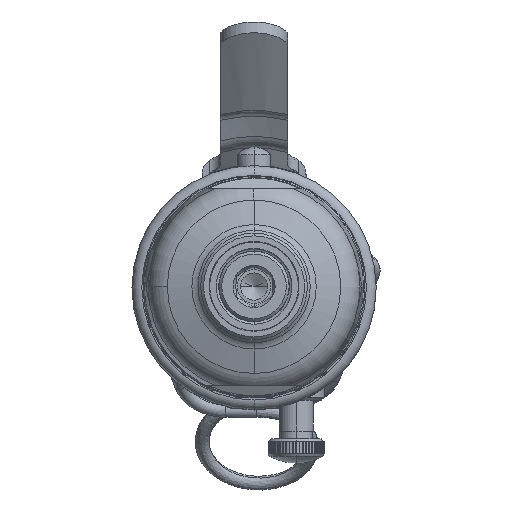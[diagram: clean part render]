
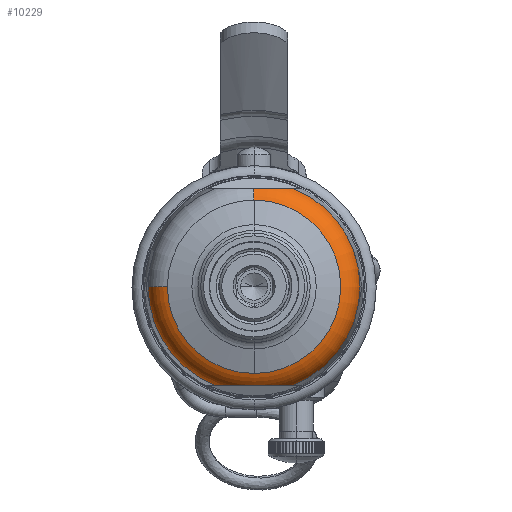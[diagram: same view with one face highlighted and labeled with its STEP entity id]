
A CAD part, top view. The second image highlights one B-rep face of the part: STEP entity #10229.
In plain terms, the highlighted toroidal (fillet/blend) face has major radius 13.898 mm and minor radius 5 mm.
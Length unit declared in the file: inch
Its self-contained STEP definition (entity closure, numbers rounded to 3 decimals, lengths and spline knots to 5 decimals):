
#6=CARTESIAN_POINT('',(0.27811,-0.68898,6.0024));
#7=CARTESIAN_POINT('',(0.27622,-0.68898,6.00929));
#8=CARTESIAN_POINT('',(0.27051,-0.68898,6.02304));
#9=CARTESIAN_POINT('',(0.25494,-0.68898,6.04382));
#10=CARTESIAN_POINT('',(0.2327,-0.68898,6.063));
#11=CARTESIAN_POINT('',(0.20418,-0.68898,6.07999));
#12=CARTESIAN_POINT('',(0.16969,-0.68898,6.09437));
#13=CARTESIAN_POINT('',(0.12925,-0.68898,6.10588));
#14=CARTESIAN_POINT('',(0.08286,-0.68898,6.11422));
#15=CARTESIAN_POINT('',(0.0296,-0.68898,6.11899));
#16=CARTESIAN_POINT('',(-0.02902,-0.68898,
6.11903));
#17=CARTESIAN_POINT('',(-0.08295,-0.68898,
6.11421));
#18=CARTESIAN_POINT('',(-0.12924,-0.68898,
6.10588));
#19=CARTESIAN_POINT('',(-0.1697,-0.68898,
6.09437));
#20=CARTESIAN_POINT('',(-0.20418,-0.68898,
6.07999));
#21=CARTESIAN_POINT('',(-0.2327,-0.68898,
6.063));
#22=CARTESIAN_POINT('',(-0.25494,-0.68898,
6.04382));
#23=CARTESIAN_POINT('',(-0.27051,-0.68898,
6.02304));
#24=CARTESIAN_POINT('',(-0.27622,-0.68898,
6.00929));
#25=CARTESIAN_POINT('',(-0.27811,-0.68898,
6.0024));
#27=CARTESIAN_POINT('',(0.,0.,6.16951));
#28=DIRECTION('',(0.,0.,1.));
#29=DIRECTION('',(-1.,0.,0.));
#30=AXIS2_PLACEMENT_3D('',#27,#28,#29);
#32=CARTESIAN_POINT('',(0.,0.,6.16951));
#33=DIRECTION('',(0.,0.,1.));
#34=DIRECTION('',(0.,-1.,0.));
#35=AXIS2_PLACEMENT_3D('',#32,#33,#34);
#37=CARTESIAN_POINT('',(-0.00273,0.68898,6.11882));
#38=CARTESIAN_POINT('',(0.01627,0.68898,6.1189));
#39=CARTESIAN_POINT('',(0.05227,0.68898,6.11743));
#40=CARTESIAN_POINT('',(0.1,0.68898,6.11157));
#41=CARTESIAN_POINT('',(0.14216,0.68898,6.10263));
#42=CARTESIAN_POINT('',(0.17893,0.68898,6.09092));
#43=CARTESIAN_POINT('',(0.2104,0.68898,6.07668));
#44=CARTESIAN_POINT('',(0.23644,0.68898,6.06014));
#45=CARTESIAN_POINT('',(0.25675,0.68898,6.04171));
#46=CARTESIAN_POINT('',(0.271,0.68898,6.02195));
#47=CARTESIAN_POINT('',(0.27632,0.68898,6.00892));
#48=CARTESIAN_POINT('',(0.27811,0.68898,6.0024));
#50=CARTESIAN_POINT('',(0.,0.,6.0024));
#51=DIRECTION('',(0.,0.,-1.));
#52=DIRECTION('',(0.374,0.927,0.));
#53=AXIS2_PLACEMENT_3D('',#50,#51,#52);
#64=CARTESIAN_POINT('',(0.27811,0.68898,6.0024));
#87=CARTESIAN_POINT('',(0.27811,-0.68898,6.0024));
#94=CARTESIAN_POINT('',(-0.00273,0.68898,6.11882));
#107=CARTESIAN_POINT('',(-0.00217,0.54717,
5.98229));
#108=DIRECTION('',(-1.,-0.004,0.));
#109=DIRECTION('',(-0.001,0.309,0.951));
#110=AXIS2_PLACEMENT_3D('',#107,#108,#109);
#112=CARTESIAN_POINT('',(-0.54717,-0.00001,
5.98229));
#113=DIRECTION('',(0.,-1.,0.));
#114=DIRECTION('',(-0.309,0.,0.951));
#115=AXIS2_PLACEMENT_3D('',#112,#113,#114);
#122=CARTESIAN_POINT('',(0.,0.,6.16951));
#123=DIRECTION('',(0.,0.,1.));
#124=DIRECTION('',(0.,1.,0.));
#125=AXIS2_PLACEMENT_3D('',#122,#123,#124);
#857=CARTESIAN_POINT('',(0.,0.,6.0024));
#858=DIRECTION('',(0.,0.,1.));
#859=DIRECTION('',(-1.,0.,0.));
#860=AXIS2_PLACEMENT_3D('',#857,#858,#859);
#10016=VERTEX_POINT('',#94);
#10018=CARTESIAN_POINT('',(-0.00241,0.608,
6.16951));
#10019=CARTESIAN_POINT('',(-0.608,-0.00002,
6.16951));
#10020=VERTEX_POINT('',#10018);
#10021=VERTEX_POINT('',#10019);
#10022=CARTESIAN_POINT('',(-0.74299,-0.00002,
6.0024));
#10023=VERTEX_POINT('',#10022);
#10024=CARTESIAN_POINT('',(-0.27811,-0.68898,
6.0024));
#10025=VERTEX_POINT('',#10024);
#10026=CARTESIAN_POINT('',(0.,0.608,6.16951));
#10027=VERTEX_POINT('',#10026);
#10028=VERTEX_POINT('',#64);
#10029=VERTEX_POINT('',#87);
#10030=CARTESIAN_POINT('',(0.,-0.608,
6.16951));
#10031=VERTEX_POINT('',#10030);
#10205=CARTESIAN_POINT('',(0.,0.,5.98229));
#10206=DIRECTION('',(0.,0.,-1.));
#10207=DIRECTION('',(-1.,-0.001,0.));
#10208=AXIS2_PLACEMENT_3D('',#10205,#10206,#10207);
#10209=TOROIDAL_SURFACE('',#10208,0.54717,0.19685);
#10211=ORIENTED_EDGE('',*,*,#10210,.T.);
#10213=ORIENTED_EDGE('',*,*,#10212,.F.);
#10215=ORIENTED_EDGE('',*,*,#10214,.F.);
#10217=ORIENTED_EDGE('',*,*,#10216,.T.);
#10218=ORIENTED_EDGE('',*,*,#10194,.T.);
#10220=ORIENTED_EDGE('',*,*,#10219,.T.);
#10222=ORIENTED_EDGE('',*,*,#10221,.T.);
#10224=ORIENTED_EDGE('',*,*,#10223,.T.);
#10226=ORIENTED_EDGE('',*,*,#10225,.T.);
#10227=EDGE_LOOP('',(#10211,#10213,#10215,#10217,#10218,#10220,#10222,#10224,
#10226));
#10228=FACE_OUTER_BOUND('',#10227,.F.);
#10229=ADVANCED_FACE('',(#10228),#10209,.T.);
#26=B_SPLINE_CURVE_WITH_KNOTS('',3,(#6,#7,#8,#9,#10,#11,#12,#13,#14,#15,#16,#17,
#18,#19,#20,#21,#22,#23,#24,#25),.UNSPECIFIED.,.F.,.F.,(4,1,1,1,1,1,1,1,1,1,1,1,
1,1,1,1,1,4),(0.,0.05882,0.11765,0.17647,
0.23529,0.29412,0.35294,0.41176,
0.47059,0.52941,0.58824,0.64706,
0.70588,0.76471,0.82353,0.88235,
0.94118,1.),.UNSPECIFIED.);
#31=CIRCLE('',#30,0.608);
#36=CIRCLE('',#35,0.608);
#49=B_SPLINE_CURVE_WITH_KNOTS('',3,(#37,#38,#39,#40,#41,#42,#43,#44,#45,#46,#47,
#48),.UNSPECIFIED.,.F.,.F.,(4,1,1,1,1,1,1,1,1,4),(0.,0.11111,
0.22222,0.33333,0.44444,0.55556,
0.66667,0.77778,0.88889,1.),.UNSPECIFIED.);
#54=CIRCLE('',#53,0.74299);
#111=CIRCLE('',#110,0.19685);
#116=CIRCLE('',#115,0.19685);
#126=CIRCLE('',#125,0.608);
#861=CIRCLE('',#860,0.74299);
#10194=EDGE_CURVE('',#10031,#10027,#36,.T.);
#10210=EDGE_CURVE('',#10029,#10025,#26,.T.);
#10212=EDGE_CURVE('',#10023,#10025,#861,.T.);
#10214=EDGE_CURVE('',#10021,#10023,#116,.T.);
#10216=EDGE_CURVE('',#10021,#10031,#31,.T.);
#10219=EDGE_CURVE('',#10027,#10020,#126,.T.);
#10221=EDGE_CURVE('',#10020,#10016,#111,.T.);
#10223=EDGE_CURVE('',#10016,#10028,#49,.T.);
#10225=EDGE_CURVE('',#10028,#10029,#54,.T.);
